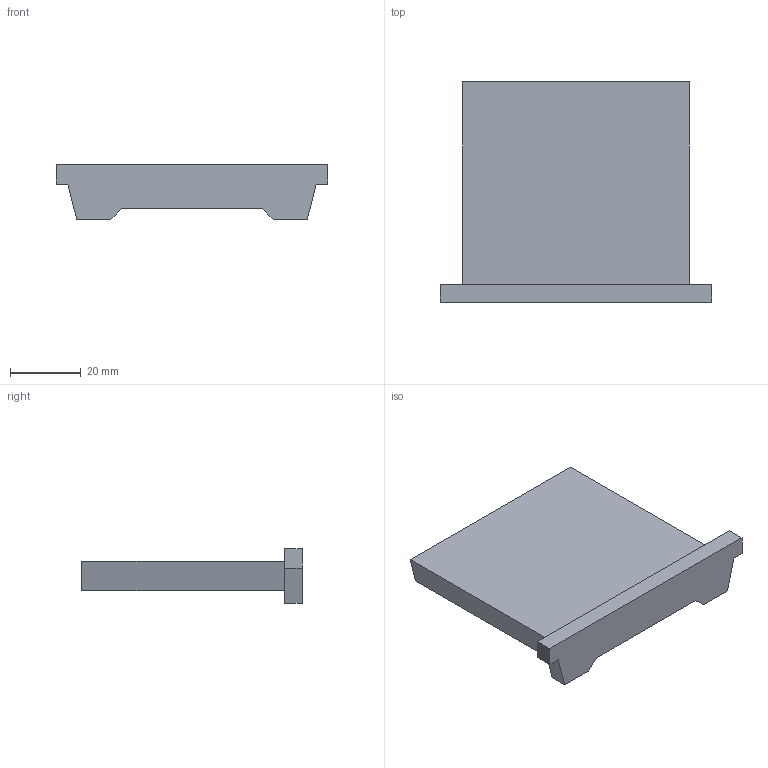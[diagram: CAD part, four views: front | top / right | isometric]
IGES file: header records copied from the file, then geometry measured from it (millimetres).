
Start section:  PTC IGES file: s0376-63626.igs
Global section: file name: s0376-63626.igs; native system: Pro/ENGINEER by Parametric Technology Corporation; preprocessor: 2006200; author: Andrea.Castagnoli; organization: Unknown; date: 20070622.124219; units: millimetre
Bounding box: 77 x 62.5 x 15.5 mm (x, y, z)
Volume: 27282.6 mm3; surface area: 11151.2 mm2
Topology: 1 solids, 1 shells, 23 faces, 60 edges, 40 vertices
Faces by surface type: bspline 23
